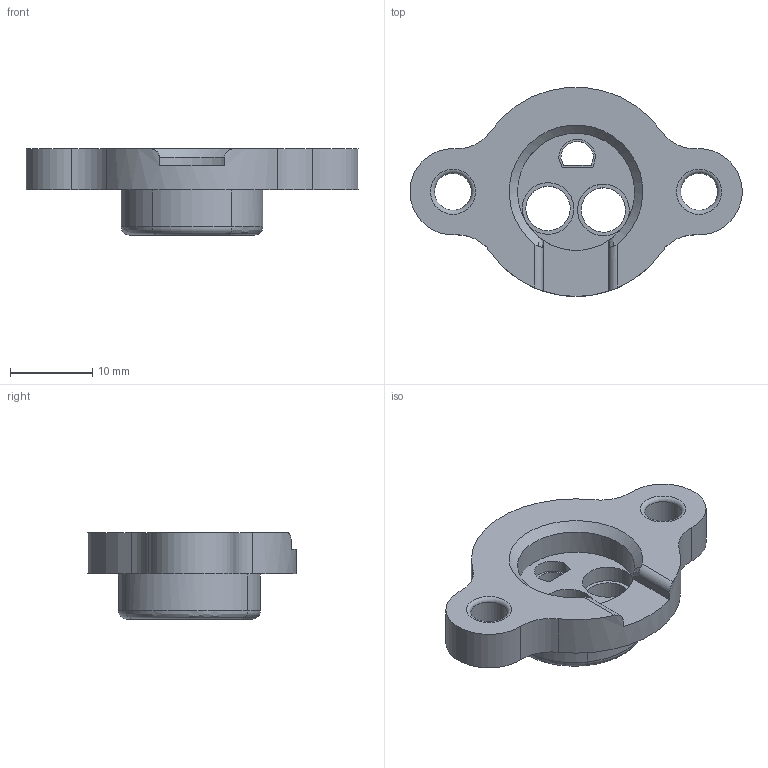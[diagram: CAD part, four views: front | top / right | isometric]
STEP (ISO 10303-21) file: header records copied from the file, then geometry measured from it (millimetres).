
FILE_DESCRIPTION(/* description */ (''),/* implementation_level */ '2;1');
FILE_NAME(/* name */ 'Sensor Mount with Temperature.step',/* time_stamp */ '2024-01-20T12:18:11-05:00',/* author */ (''),/* organization */ (''),/* preprocessor_version */ 'ST-DEVELOPER v20',/* originating_system */ 'Autodesk Translation Framework v12.14.0.127',/* authorisation */ '');
FILE_SCHEMA (('AUTOMOTIVE_DESIGN { 1 0 10303 214 3 1 1 }'));
Length unit declared in the file: millimetre
Products named in the file (1): CVT Infrared Enclosure
Bounding box: 40.46 x 25.45 x 10.5 mm (x, y, z)
Volume: 3239.4 mm3; surface area: 2814.1 mm2
Topology: 1 solids, 1 shells, 55 faces, 144 edges, 94 vertices
Faces by surface type: cylinder 23, plane 21, bspline 6, torus 4, cone 1
Full cylindrical faces by diameter (mm): 4.5 x2, 5.4 x2, 6.3 x1, 14.284 x1
Entity records: 2490 total; most frequent: CARTESIAN_POINT 1056, ORIENTED_EDGE 288, DIRECTION 281, EDGE_CURVE 144, AXIS2_PLACEMENT_3D 109, VERTEX_POINT 94, EDGE_LOOP 70, LINE 63
